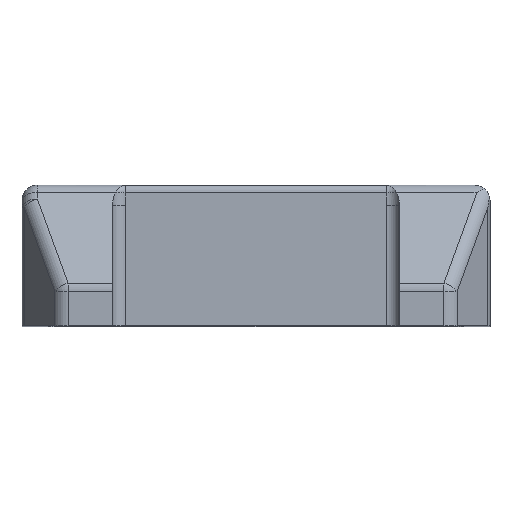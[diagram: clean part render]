
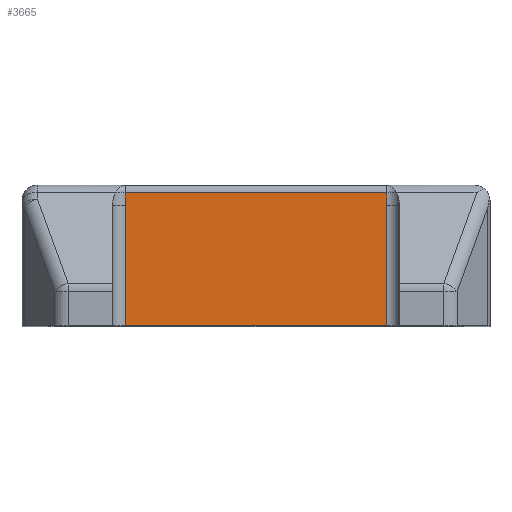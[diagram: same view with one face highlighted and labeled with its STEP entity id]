
A CAD part, top view. The second image highlights one B-rep face of the part: STEP entity #3665.
In plain terms, the highlighted planar face has unit normal (0, 0, 1).
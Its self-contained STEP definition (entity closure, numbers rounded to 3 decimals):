
#102=PLANE('',#3916);
#216=FACE_OUTER_BOUND('',#440,.T.);
#440=EDGE_LOOP('',(#2532,#2533,#2534,#2535,#2536,#2537));
#693=LINE('',#5628,#1039);
#694=LINE('',#5633,#1040);
#695=LINE('',#5657,#1041);
#697=LINE('',#5663,#1043);
#698=LINE('',#5665,#1044);
#699=LINE('',#5666,#1045);
#1039=VECTOR('',#4403,10.);
#1040=VECTOR('',#4408,10.);
#1041=VECTOR('',#4417,10.);
#1043=VECTOR('',#4423,10.);
#1044=VECTOR('',#4424,10.);
#1045=VECTOR('',#4425,10.);
#1580=VERTEX_POINT('',#5621);
#1583=VERTEX_POINT('',#5626);
#1585=VERTEX_POINT('',#5632);
#1588=VERTEX_POINT('',#5656);
#1590=VERTEX_POINT('',#5662);
#1591=VERTEX_POINT('',#5664);
#1943=EDGE_CURVE('',#1583,#1580,#693,.T.);
#1945=EDGE_CURVE('',#1580,#1585,#694,.T.);
#1950=EDGE_CURVE('',#1585,#1588,#695,.T.);
#1953=EDGE_CURVE('',#1590,#1583,#697,.T.);
#1954=EDGE_CURVE('',#1591,#1590,#698,.T.);
#1955=EDGE_CURVE('',#1588,#1591,#699,.T.);
#2532=ORIENTED_EDGE('',*,*,#1945,.F.);
#2533=ORIENTED_EDGE('',*,*,#1943,.F.);
#2534=ORIENTED_EDGE('',*,*,#1953,.F.);
#2535=ORIENTED_EDGE('',*,*,#1954,.F.);
#2536=ORIENTED_EDGE('',*,*,#1955,.F.);
#2537=ORIENTED_EDGE('',*,*,#1950,.F.);
#3665=ADVANCED_FACE('',(#216),#102,.T.);
#3916=AXIS2_PLACEMENT_3D('',#5661,#4421,#4422);
#4403=DIRECTION('',(0.,1.,0.));
#4408=DIRECTION('',(0.,1.,0.));
#4417=DIRECTION('',(1.,0.,0.));
#4421=DIRECTION('center_axis',(0.,0.,1.));
#4422=DIRECTION('ref_axis',(1.,0.,0.));
#4423=DIRECTION('',(-1.,0.,0.));
#4424=DIRECTION('',(0.,-1.,0.));
#4425=DIRECTION('',(0.,-1.,0.));
#5621=CARTESIAN_POINT('',(-10.1,-0.18,21.3));
#5626=CARTESIAN_POINT('',(-10.1,-9.5,21.3));
#5628=CARTESIAN_POINT('',(-10.1,-4.75,21.3));
#5632=CARTESIAN_POINT('',(-10.1,0.797,21.3));
#5633=CARTESIAN_POINT('',(-10.1,-4.75,21.3));
#5656=CARTESIAN_POINT('',(10.1,0.797,21.3));
#5657=CARTESIAN_POINT('',(-8.175,0.797,21.3));
#5661=CARTESIAN_POINT('Origin',(-18.1,0.,21.3));
#5662=CARTESIAN_POINT('',(10.1,-9.5,21.3));
#5663=CARTESIAN_POINT('',(18.1,-9.5,21.3));
#5664=CARTESIAN_POINT('',(10.1,-0.18,21.3));
#5665=CARTESIAN_POINT('',(10.1,-4.75,21.3));
#5666=CARTESIAN_POINT('',(10.1,-4.75,21.3));
